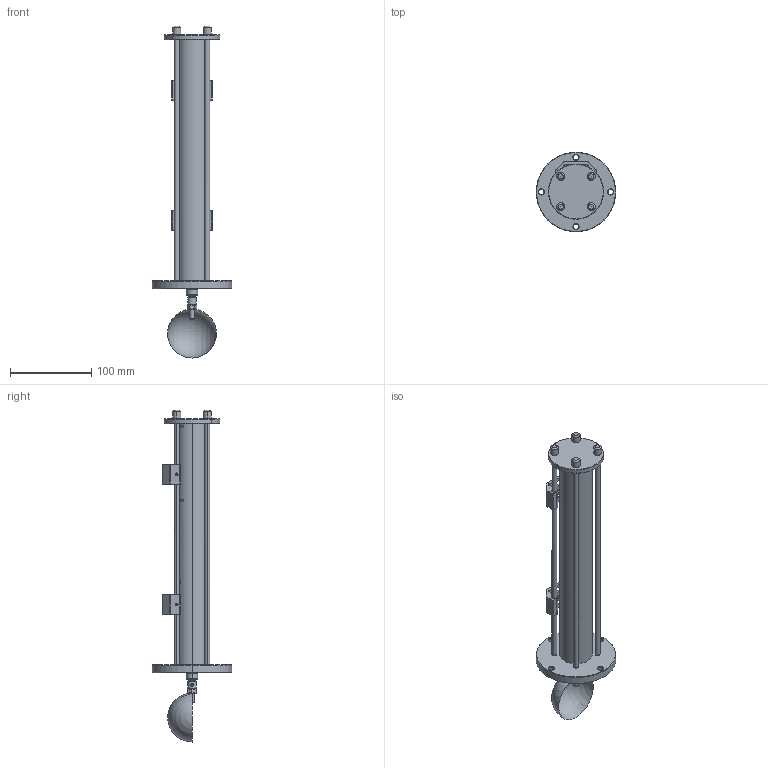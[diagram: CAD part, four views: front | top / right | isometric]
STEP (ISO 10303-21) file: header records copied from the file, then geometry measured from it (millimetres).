
FILE_DESCRIPTION(/* description */ (''),/* implementation_level */ '2;1');
FILE_NAME(/* name */ 'LC210-l300 中心出水浮球液位控制器L300.stp',/* time_stamp */ '2023-02-27T09:39:40+08:00',/* author */ (''),/* organization */ (''),/* preprocessor_version */ 'ST-DEVELOPER v16',/* originating_system */ 'SIEMENS PLM Software NX 10.0',/* authorisation */ '');
FILE_SCHEMA (('CONFIG_CONTROL_DESIGN'));
Products named in the file (15): LC210-01FLP; LC210-YKLG40-36-300; LC210-ZCG315; LC210-02YG; LC210-ZXZ315; LC210-04CH-01; LC210-03CH; LC210-04CH-02; LC210-05FLGD-02; LC210-05FLGD-01; LC210-ZCG-LM; LC210-FQ-6CM-M6; LC210-04CH-03; OML; LC210-300L_stp
Assembly tree (22 placements, depth 2):
  LC210-300L_stp
    OML  x2
    LC210-04CH-03  x2
    LC210-FQ-6CM-M6
    LC210-ZCG-LM  x4
    LC210-05FLGD-01
    LC210-05FLGD-02
    LC210-04CH-02
    LC210-03CH
    LC210-04CH-01
    LC210-ZXZ315
    LC210-02YG
    LC210-ZCG315  x4
    LC210-YKLG40-36-300
    LC210-01FLP
Bounding box: 98 x 98 x 408 mm (x, y, z)
Volume: 244054.7 mm3; surface area: 169818.9 mm2
Topology: 23 solids, 23 shells, 1267 faces, 3480 edges, 2299 vertices
Faces by surface type: bspline 570, plane 330, cylinder 229, cone 136, sphere 2
Entity records: 57831 total; most frequent: CARTESIAN_POINT 31851, ORIENTED_EDGE 5918, DIRECTION 3449, EDGE_CURVE 2959, VERTEX_POINT 1963, B_SPLINE_CURVE_WITH_KNOTS 1234, EDGE_LOOP 1188, LINE 1187
